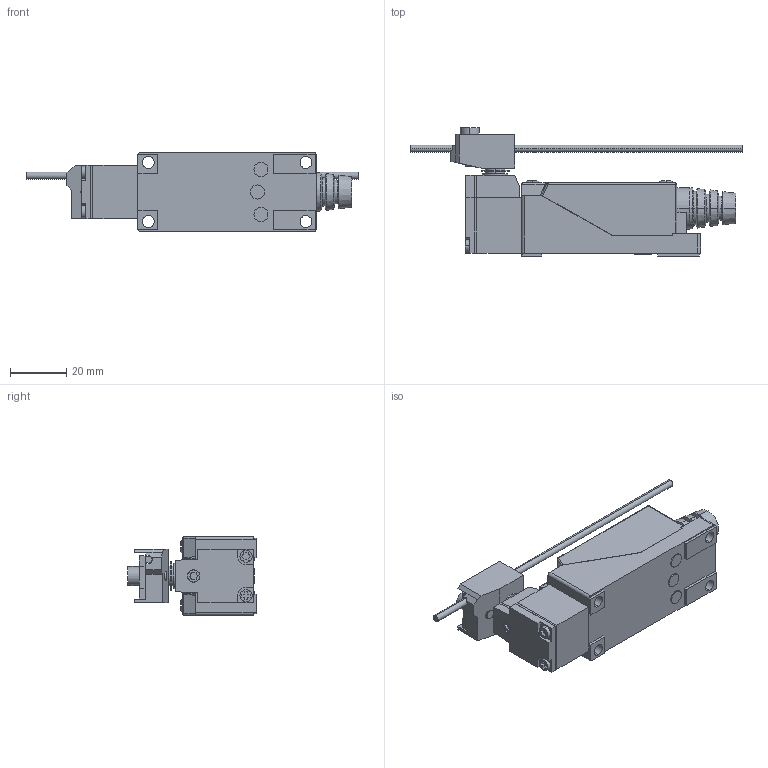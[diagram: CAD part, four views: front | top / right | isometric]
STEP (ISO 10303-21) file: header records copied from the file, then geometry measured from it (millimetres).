
FILE_DESCRIPTION (( 'STEP AP203' ), '1' );
FILE_NAME ('TZ8107.ÃÌ Êîíöåâîé âûêëþ÷àòåëü TZ-8107.STEP', '2024-08-23T04:59:26', ( '' ), ( '' ), 'SwSTEP 2.0', 'SolidWorks 2021', '' );
FILE_SCHEMA (( 'CONFIG_CONTROL_DESIGN' ));
Length unit declared in the file: millimetre
Products named in the file (1): TZ8107.ÃÌ Êîíöåâîé âûêëþ÷àòåëü TZ-8107
Bounding box: 118 x 45.57 x 28 mm (x, y, z)
Volume: 54496.5 mm3; surface area: 23302.1 mm2
Topology: 17 solids, 17 shells, 397 faces, 988 edges, 640 vertices
Faces by surface type: plane 251, cylinder 113, cone 20, torus 6, sphere 4, bspline 3
Entity records: 12118 total; most frequent: CARTESIAN_POINT 2531, ORIENTED_EDGE 1968, DIRECTION 1951, EDGE_CURVE 984, VECTOR 655, LINE 655, AXIS2_PLACEMENT_3D 648, VERTEX_POINT 640
